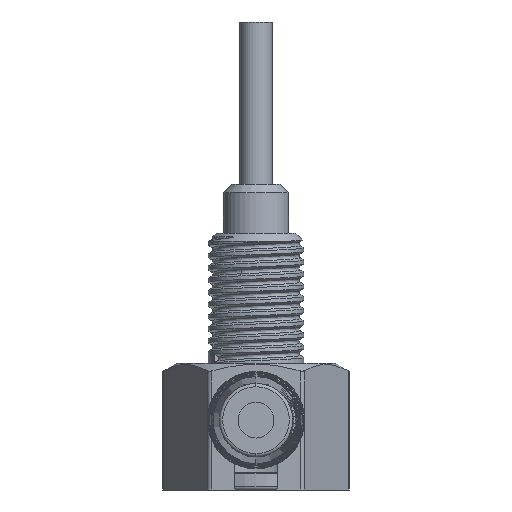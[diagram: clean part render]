
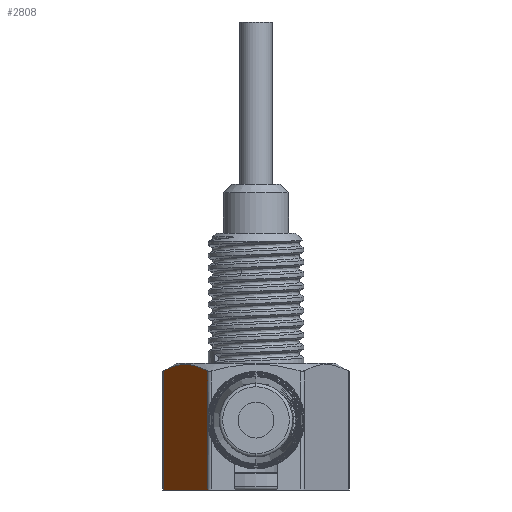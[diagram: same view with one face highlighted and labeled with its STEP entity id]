
A CAD part, front view. The second image highlights one B-rep face of the part: STEP entity #2808.
In plain terms, the highlighted planar face has unit normal (-0.866, -0.5, 0).
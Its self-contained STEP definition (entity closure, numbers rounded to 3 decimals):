
#61=DIRECTION('',(0.5,-0.866,0.));
#62=VECTOR('',#61,5.427);
#63=CARTESIAN_POINT('',(-5.687,-0.15,0.));
#64=LINE('',#63,#62);
#158=CARTESIAN_POINT('',(-5.687,-0.15,7.335));
#180=DIRECTION('',(0.,0.,-1.));
#181=VECTOR('',#180,7.335);
#182=CARTESIAN_POINT('',(-5.687,-0.15,7.335));
#183=LINE('',#182,#181);
#184=CARTESIAN_POINT('',(-2.973,-4.85,7.335));
#185=CARTESIAN_POINT('',(-3.092,-4.644,7.401));
#186=CARTESIAN_POINT('',(-3.326,-4.239,7.516));
#187=CARTESIAN_POINT('',(-3.662,-3.656,7.64));
#188=CARTESIAN_POINT('',(-3.997,-3.078,7.716));
#189=CARTESIAN_POINT('',(-4.33,-2.5,7.742));
#190=CARTESIAN_POINT('',(-4.664,-1.922,7.716));
#191=CARTESIAN_POINT('',(-4.998,-1.343,7.639));
#192=CARTESIAN_POINT('',(-5.334,-0.761,
7.516));
#193=CARTESIAN_POINT('',(-5.568,-0.356,
7.401));
#194=CARTESIAN_POINT('',(-5.687,-0.15,7.335));
#196=DIRECTION('',(0.,0.,-1.));
#197=VECTOR('',#196,2.636);
#198=CARTESIAN_POINT('',(-2.973,-4.85,7.335));
#199=LINE('',#198,#197);
#200=CARTESIAN_POINT('',(-2.973,-4.85,4.699));
#201=CARTESIAN_POINT('',(-3.009,-4.788,4.433));
#202=CARTESIAN_POINT('',(-3.009,-4.788,4.167));
#203=CARTESIAN_POINT('',(-2.973,-4.85,3.901));
#205=DIRECTION('',(0.,0.,-1.));
#206=VECTOR('',#205,3.901);
#207=CARTESIAN_POINT('',(-2.973,-4.85,3.901));
#208=LINE('',#207,#206);
#347=CARTESIAN_POINT('',(-2.973,-4.85,3.901));
#2574=CARTESIAN_POINT('',(-5.687,-0.15,0.));
#2576=VERTEX_POINT('',#2574);
#2580=VERTEX_POINT('',#158);
#2581=CARTESIAN_POINT('',(-2.973,-4.85,7.335));
#2582=CARTESIAN_POINT('',(-2.973,-4.85,4.699));
#2583=VERTEX_POINT('',#2581);
#2584=VERTEX_POINT('',#2582);
#2592=VERTEX_POINT('',#347);
#2593=CARTESIAN_POINT('',(-2.973,-4.85,0.));
#2594=VERTEX_POINT('',#2593);
#2792=CARTESIAN_POINT('',(-5.774,0.,0.));
#2793=DIRECTION('',(-0.866,-0.5,0.));
#2794=DIRECTION('',(0.5,-0.866,0.));
#2795=AXIS2_PLACEMENT_3D('',#2792,#2793,#2794);
#2796=PLANE('',#2795);
#2797=ORIENTED_EDGE('',*,*,#2787,.F.);
#2798=ORIENTED_EDGE('',*,*,#2744,.F.);
#2800=ORIENTED_EDGE('',*,*,#2799,.T.);
#2802=ORIENTED_EDGE('',*,*,#2801,.T.);
#2804=ORIENTED_EDGE('',*,*,#2803,.T.);
#2805=ORIENTED_EDGE('',*,*,#2688,.F.);
#2806=EDGE_LOOP('',(#2797,#2798,#2800,#2802,#2804,#2805));
#2807=FACE_OUTER_BOUND('',#2806,.F.);
#195=B_SPLINE_CURVE_WITH_KNOTS('',3,(#184,#185,#186,#187,#188,#189,#190,#191,
#192,#193,#194),.UNSPECIFIED.,.F.,.F.,(4,1,1,1,1,1,1,1,4),(0.,0.125,0.25,
0.375,0.5,0.625,0.75,0.875,1.),.UNSPECIFIED.);
#204=B_SPLINE_CURVE_WITH_KNOTS('',3,(#200,#201,#202,#203),.UNSPECIFIED.,.F.,.F.,
(4,4),(0.,1.),.UNSPECIFIED.);
#2688=EDGE_CURVE('',#2576,#2594,#64,.T.);
#2744=EDGE_CURVE('',#2583,#2580,#195,.T.);
#2787=EDGE_CURVE('',#2580,#2576,#183,.T.);
#2799=EDGE_CURVE('',#2583,#2584,#199,.T.);
#2801=EDGE_CURVE('',#2584,#2592,#204,.T.);
#2803=EDGE_CURVE('',#2592,#2594,#208,.T.);
#2808=ADVANCED_FACE('',(#2807),#2796,.T.);
